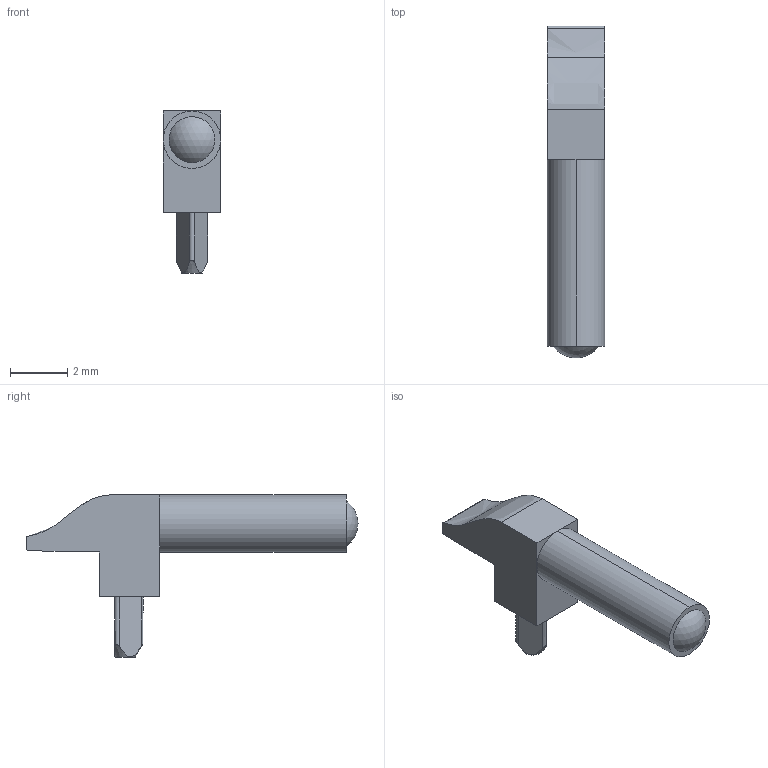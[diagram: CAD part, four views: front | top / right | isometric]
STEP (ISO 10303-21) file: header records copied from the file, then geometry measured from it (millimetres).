
FILE_DESCRIPTION(('STEP AP203'),'1');
FILE_NAME('1271_2001.stp','2023-01-19T15:34:47',('TraceParts'),('TraceParts S.A.'),'Spatial InterOp 3D',' ',' ');
FILE_SCHEMA(('CONFIG_CONTROL_DESIGN'));
Length unit declared in the file: millimetre
Products named in the file (1): 1
Bounding box: 2 x 11.55 x 5.64 mm (x, y, z)
Volume: 42.9 mm3; surface area: 99 mm2
Topology: 1 solids, 1 shells, 27 faces, 68 edges, 45 vertices
Faces by surface type: plane 15, cone 5, cylinder 4, extrusion 2, sphere 1
Entity records: 1039 total; most frequent: CARTESIAN_POINT 355, ORIENTED_EDGE 136, DIRECTION 123, EDGE_CURVE 68, VERTEX_POINT 45, AXIS2_PLACEMENT_3D 41, VECTOR 41, LINE 39
